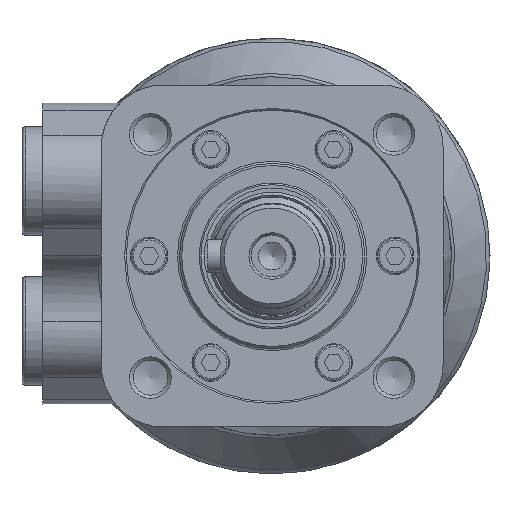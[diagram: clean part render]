
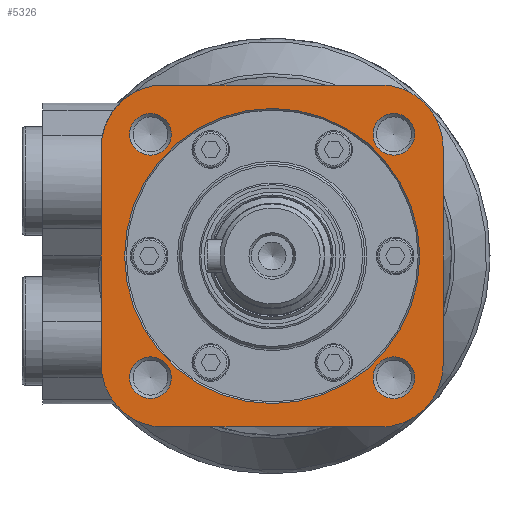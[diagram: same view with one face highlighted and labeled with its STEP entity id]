
A CAD part, left-side view. The second image highlights one B-rep face of the part: STEP entity #5326.
In plain terms, the highlighted planar face has unit normal (-1, 0, 0).
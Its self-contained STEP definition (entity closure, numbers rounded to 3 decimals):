
#565=CIRCLE('',#5957,15.);
#574=CIRCLE('',#5969,15.);
#583=CIRCLE('',#5997,15.);
#585=CIRCLE('',#6001,15.);
#586=CIRCLE('',#6003,5.);
#587=CIRCLE('',#6004,5.);
#588=CIRCLE('',#6005,5.);
#589=CIRCLE('',#6006,5.);
#590=CIRCLE('',#6007,35.4);
#1729=ORIENTED_EDGE('',*,*,#2568,.T.);
#1730=ORIENTED_EDGE('',*,*,#2569,.T.);
#1731=ORIENTED_EDGE('',*,*,#2570,.T.);
#1732=ORIENTED_EDGE('',*,*,#2571,.T.);
#1733=ORIENTED_EDGE('',*,*,#2523,.F.);
#1734=ORIENTED_EDGE('',*,*,#2531,.F.);
#1735=ORIENTED_EDGE('',*,*,#2505,.F.);
#1736=ORIENTED_EDGE('',*,*,#2529,.F.);
#1737=ORIENTED_EDGE('',*,*,#2563,.F.);
#1738=ORIENTED_EDGE('',*,*,#2565,.F.);
#1739=ORIENTED_EDGE('',*,*,#2567,.F.);
#1740=ORIENTED_EDGE('',*,*,#2560,.F.);
#1741=ORIENTED_EDGE('',*,*,#2572,.T.);
#2505=EDGE_CURVE('',#3035,#3036,#565,.T.);
#2523=EDGE_CURVE('',#3051,#3052,#574,.T.);
#2529=EDGE_CURVE('',#3054,#3035,#3405,.T.);
#2531=EDGE_CURVE('',#3036,#3051,#3406,.T.);
#2560=EDGE_CURVE('',#3052,#3076,#3409,.T.);
#2563=EDGE_CURVE('',#3077,#3054,#583,.T.);
#2565=EDGE_CURVE('',#3078,#3077,#3412,.T.);
#2567=EDGE_CURVE('',#3076,#3078,#585,.T.);
#2568=EDGE_CURVE('',#3079,#3079,#586,.T.);
#2569=EDGE_CURVE('',#3080,#3080,#587,.T.);
#2570=EDGE_CURVE('',#3081,#3081,#588,.T.);
#2571=EDGE_CURVE('',#3082,#3082,#589,.T.);
#2572=EDGE_CURVE('',#3083,#3083,#590,.T.);
#3035=VERTEX_POINT('',#9278);
#3036=VERTEX_POINT('',#9280);
#3051=VERTEX_POINT('',#9318);
#3052=VERTEX_POINT('',#9320);
#3054=VERTEX_POINT('',#9334);
#3076=VERTEX_POINT('',#9463);
#3077=VERTEX_POINT('',#9469);
#3078=VERTEX_POINT('',#9473);
#3079=VERTEX_POINT('',#9480);
#3080=VERTEX_POINT('',#9482);
#3081=VERTEX_POINT('',#9484);
#3082=VERTEX_POINT('',#9486);
#3083=VERTEX_POINT('',#9488);
#3405=LINE('',#9335,#3697);
#3406=LINE('',#9338,#3698);
#3409=LINE('',#9465,#3701);
#3412=LINE('',#9474,#3704);
#3697=VECTOR('',#7374,1000.);
#3698=VECTOR('',#7379,1000.);
#3701=VECTOR('',#7422,1000.);
#3704=VECTOR('',#7433,1000.);
#4169=EDGE_LOOP('',(#1729));
#4170=EDGE_LOOP('',(#1730));
#4171=EDGE_LOOP('',(#1731));
#4172=EDGE_LOOP('',(#1732));
#4173=EDGE_LOOP('',(#1733,#1734,#1735,#1736,#1737,#1738,#1739,#1740));
#4174=EDGE_LOOP('',(#1741));
#4709=FACE_BOUND('',#4169,.T.);
#4710=FACE_BOUND('',#4170,.T.);
#4711=FACE_BOUND('',#4171,.T.);
#4712=FACE_BOUND('',#4172,.T.);
#4713=FACE_BOUND('',#4173,.T.);
#4714=FACE_BOUND('',#4174,.T.);
#4999=PLANE('',#6002);
#5326=ADVANCED_FACE('',(#4709,#4710,#4711,#4712,#4713,#4714),#4999,.F.);
#5957=AXIS2_PLACEMENT_3D('',#9279,#7331,#7332);
#5969=AXIS2_PLACEMENT_3D('',#9319,#7363,#7364);
#5997=AXIS2_PLACEMENT_3D('',#9470,#7428,#7429);
#6001=AXIS2_PLACEMENT_3D('',#9477,#7438,#7439);
#6002=AXIS2_PLACEMENT_3D('',#9478,#7440,#7441);
#6003=AXIS2_PLACEMENT_3D('',#9479,#7442,#7443);
#6004=AXIS2_PLACEMENT_3D('',#9481,#7444,#7445);
#6005=AXIS2_PLACEMENT_3D('',#9483,#7446,#7447);
#6006=AXIS2_PLACEMENT_3D('',#9485,#7448,#7449);
#6007=AXIS2_PLACEMENT_3D('',#9487,#7450,#7451);
#7331=DIRECTION('',(1.,0.,0.));
#7332=DIRECTION('',(0.,0.,-1.));
#7363=DIRECTION('',(1.,0.,0.));
#7364=DIRECTION('',(0.,0.,-1.));
#7374=DIRECTION('',(0.,1.,0.));
#7379=DIRECTION('',(0.,0.,1.));
#7422=DIRECTION('',(0.,-1.,0.));
#7428=DIRECTION('',(1.,0.,0.));
#7429=DIRECTION('',(0.,0.,-1.));
#7433=DIRECTION('',(0.,0.,-1.));
#7438=DIRECTION('',(1.,0.,0.));
#7439=DIRECTION('',(0.,0.,-1.));
#7440=DIRECTION('',(1.,0.,0.));
#7441=DIRECTION('',(0.,0.,-1.));
#7442=DIRECTION('',(1.,0.,0.));
#7443=DIRECTION('',(0.,0.,-1.));
#7444=DIRECTION('',(1.,0.,0.));
#7445=DIRECTION('',(0.,0.,-1.));
#7446=DIRECTION('',(1.,0.,0.));
#7447=DIRECTION('',(0.,0.,-1.));
#7448=DIRECTION('',(1.,0.,0.));
#7449=DIRECTION('',(0.,0.,-1.));
#7450=DIRECTION('',(1.,0.,0.));
#7451=DIRECTION('',(0.,0.,-1.));
#9278=CARTESIAN_POINT('',(0.,26.,-41.));
#9279=CARTESIAN_POINT('',(0.,26.,-26.));
#9280=CARTESIAN_POINT('',(0.,41.,-26.));
#9318=CARTESIAN_POINT('',(0.,41.,26.));
#9319=CARTESIAN_POINT('',(0.,26.,26.));
#9320=CARTESIAN_POINT('',(0.,26.,41.));
#9334=CARTESIAN_POINT('',(0.,-26.,-41.));
#9335=CARTESIAN_POINT('',(0.,-26.,-41.));
#9338=CARTESIAN_POINT('',(0.,41.,-26.));
#9463=CARTESIAN_POINT('',(0.,-26.,41.));
#9465=CARTESIAN_POINT('',(0.,26.,41.));
#9469=CARTESIAN_POINT('',(0.,-41.,-26.));
#9470=CARTESIAN_POINT('',(0.,-26.,-26.));
#9473=CARTESIAN_POINT('',(0.,-41.,26.));
#9474=CARTESIAN_POINT('',(0.,-41.,26.));
#9477=CARTESIAN_POINT('',(0.,-26.,26.));
#9478=CARTESIAN_POINT('',(0.,0.,0.));
#9479=CARTESIAN_POINT('',(0.,-29.19,-29.19));
#9480=CARTESIAN_POINT('',(0.,-29.19,-34.19));
#9481=CARTESIAN_POINT('',(0.,29.19,-29.19));
#9482=CARTESIAN_POINT('',(0.,29.19,-34.19));
#9483=CARTESIAN_POINT('',(0.,-29.19,29.19));
#9484=CARTESIAN_POINT('',(0.,-29.19,24.19));
#9485=CARTESIAN_POINT('',(0.,29.19,29.19));
#9486=CARTESIAN_POINT('',(0.,29.19,24.19));
#9487=CARTESIAN_POINT('',(0.,0.,0.));
#9488=CARTESIAN_POINT('',(0.,0.,-35.4));
